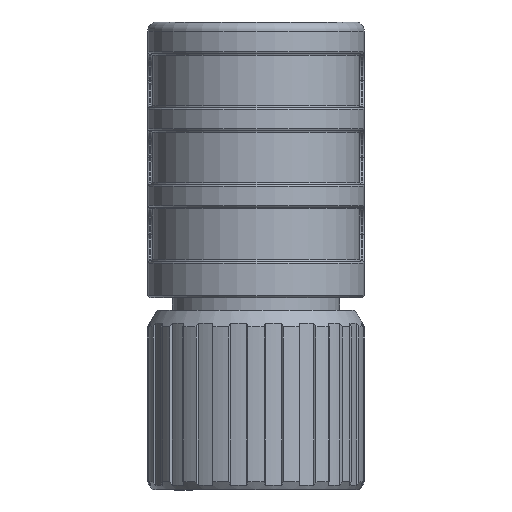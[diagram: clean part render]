
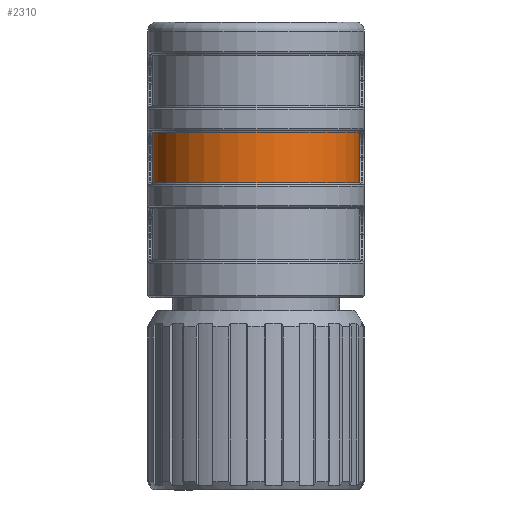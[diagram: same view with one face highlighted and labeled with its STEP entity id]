
A CAD part, front view. The second image highlights one B-rep face of the part: STEP entity #2310.
In plain terms, the highlighted cylindrical face has radius 12.42 mm (diameter 24.84 mm), a partial arc.
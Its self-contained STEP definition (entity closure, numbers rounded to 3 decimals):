
#145=CYLINDRICAL_SURFACE('',#9787,12.42);
#614=CIRCLE('',#9785,12.42);
#615=CIRCLE('',#9786,12.42);
#1301=LINE('',#16170,#1847);
#1303=LINE('',#16180,#1849);
#1847=VECTOR('',#11304,1.);
#1849=VECTOR('',#11314,1.);
#2310=ADVANCED_FACE('F191',(#3103),#145,.T.);
#3103=FACE_OUTER_BOUND('',#3671,.T.);
#3671=EDGE_LOOP('',(#5557,#5558,#5559,#5560));
#5557=ORIENTED_EDGE('',*,*,#8331,.F.);
#5558=ORIENTED_EDGE('',*,*,#8335,.F.);
#5559=ORIENTED_EDGE('',*,*,#8336,.F.);
#5560=ORIENTED_EDGE('',*,*,#8337,.F.);
#7188=VERTEX_POINT('',#16168);
#7190=VERTEX_POINT('',#16171);
#7193=VERTEX_POINT('',#16179);
#7194=VERTEX_POINT('',#16181);
#8331=EDGE_CURVE('E455',#7188,#7190,#1301,.T.);
#8335=EDGE_CURVE('E126',#7193,#7188,#614,.T.);
#8336=EDGE_CURVE('E456',#7194,#7193,#1303,.T.);
#8337=EDGE_CURVE('E141',#7190,#7194,#615,.T.);
#9785=AXIS2_PLACEMENT_3D('',#16178,#11312,#11313);
#9786=AXIS2_PLACEMENT_3D('',#16182,#11315,#11316);
#9787=AXIS2_PLACEMENT_3D('',#16183,#11317,#11318);
#11304=DIRECTION('',(0.,0.,1.));
#11312=DIRECTION('',(0.,0.,-1.));
#11313=DIRECTION('',(-1.,0.,0.));
#11314=DIRECTION('',(0.,0.,-1.));
#11315=DIRECTION('',(0.,0.,1.));
#11316=DIRECTION('',(0.,-1.,0.));
#11317=DIRECTION('',(0.,0.,-1.));
#11318=DIRECTION('',(-1.,0.,0.));
#16168=CARTESIAN_POINT('',(-12.42,-4.664,-6.264));
#16170=CARTESIAN_POINT('',(-12.42,-4.664,-3.24));
#16171=CARTESIAN_POINT('',(-12.42,-4.664,-0.216));
#16178=CARTESIAN_POINT('',(0.,-4.664,-6.264));
#16179=CARTESIAN_POINT('',(12.42,-4.664,-6.264));
#16180=CARTESIAN_POINT('',(12.42,-4.664,-3.24));
#16181=CARTESIAN_POINT('',(12.42,-4.664,-0.216));
#16182=CARTESIAN_POINT('',(0.,-4.664,-0.216));
#16183=CARTESIAN_POINT('',(0.,-4.664,0.));
